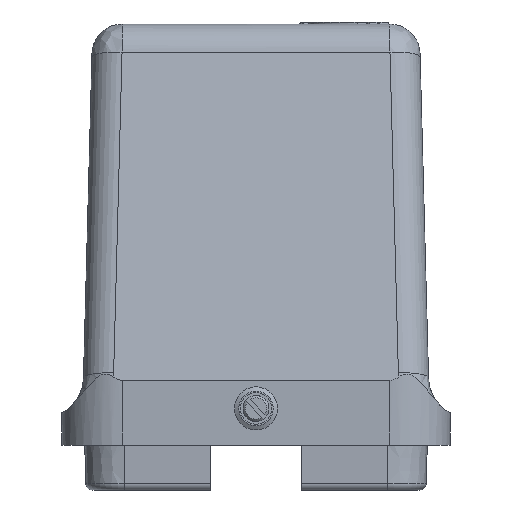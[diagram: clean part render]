
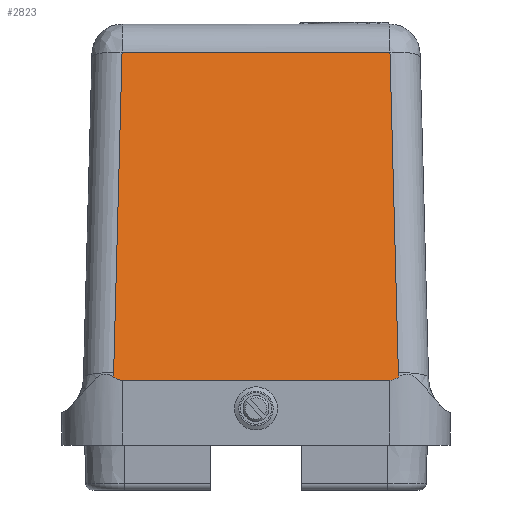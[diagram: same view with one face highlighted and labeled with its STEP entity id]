
A CAD part, left-side view. The second image highlights one B-rep face of the part: STEP entity #2823.
In plain terms, the highlighted planar face has unit normal (-0.982, 0, 0.191).
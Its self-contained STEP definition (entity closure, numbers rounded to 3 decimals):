
#2748=CARTESIAN_POINT('',(-49.944,-45.1,88.7));
#2749=DIRECTION('',(0.982,0.0,-0.191));
#2750=DIRECTION('',(-0.191,0.0,-0.982));
#2751=AXIS2_PLACEMENT_3D('',#2748,#2749,#2750);
#2752=PLANE('',#2751);
#2753=CARTESIAN_POINT('',(-66.0,-31.0,6.1));
#2754=VERTEX_POINT('',#2753);
#2755=CARTESIAN_POINT('',(-65.848,-33.058,6.883));
#2756=VERTEX_POINT('',#2755);
#2757=CARTESIAN_POINT('',(-52.0,-31.,78.124));
#2758=DIRECTION('',(-0.982,0.,0.191));
#2759=DIRECTION('',(-0.191,0.,-0.982));
#2760=AXIS2_PLACEMENT_3D('',#2757,#2758,#2759);
#2761=ELLIPSE('',#2760,73.372,14.);
#2762=EDGE_CURVE('',#2754,#2756,#2761,.T.);
#2763=ORIENTED_EDGE('',*,*,#2762,.T.);
#2764=CARTESIAN_POINT('',(-65.656,-33.002,7.872));
#2765=VERTEX_POINT('',#2764);
#2766=CARTESIAN_POINT('',(-65.572,-49.497,8.304));
#2767=DIRECTION('',(0.982,0.0,-0.191));
#2768=DIRECTION('',(-0.191,0.0,-0.982));
#2769=AXIS2_PLACEMENT_3D('',#2766,#2767,#2768);
#2770=ELLIPSE('',#2769,16.809,16.5);
#2771=EDGE_CURVE('',#2756,#2765,#2770,.T.);
#2772=ORIENTED_EDGE('',*,*,#2771,.T.);
#2773=CARTESIAN_POINT('',(-51.203,-31.055,82.226));
#2774=VERTEX_POINT('',#2773);
#2775=CARTESIAN_POINT('',(-65.656,-33.002,7.872));
#2776=DIRECTION('',(0.191,0.026,0.981));
#2777=VECTOR('',#2776,75.771);
#2778=LINE('',#2775,#2777);
#2779=EDGE_CURVE('',#2765,#2774,#2778,.T.);
#2780=ORIENTED_EDGE('',*,*,#2779,.T.);
#2781=CARTESIAN_POINT('',(-51.203,31.055,82.226));
#2782=VERTEX_POINT('',#2781);
#2783=CARTESIAN_POINT('',(-51.203,-31.055,82.226));
#2784=DIRECTION('',(0.0,1.0,0.0));
#2785=VECTOR('',#2784,62.111);
#2786=LINE('',#2783,#2785);
#2787=EDGE_CURVE('',#2774,#2782,#2786,.T.);
#2788=ORIENTED_EDGE('',*,*,#2787,.T.);
#2789=CARTESIAN_POINT('',(-65.656,33.002,7.872));
#2790=VERTEX_POINT('',#2789);
#2791=CARTESIAN_POINT('',(-51.203,31.055,82.226));
#2792=DIRECTION('',(-0.191,0.026,-0.981));
#2793=VECTOR('',#2792,75.771);
#2794=LINE('',#2791,#2793);
#2795=EDGE_CURVE('',#2782,#2790,#2794,.T.);
#2796=ORIENTED_EDGE('',*,*,#2795,.T.);
#2797=CARTESIAN_POINT('',(-65.848,33.058,6.883));
#2798=VERTEX_POINT('',#2797);
#2799=CARTESIAN_POINT('',(-65.572,49.497,8.304));
#2800=DIRECTION('',(0.982,0.0,-0.191));
#2801=DIRECTION('',(-0.191,0.0,-0.982));
#2802=AXIS2_PLACEMENT_3D('',#2799,#2800,#2801);
#2803=ELLIPSE('',#2802,16.809,16.5);
#2804=EDGE_CURVE('',#2790,#2798,#2803,.T.);
#2805=ORIENTED_EDGE('',*,*,#2804,.T.);
#2806=CARTESIAN_POINT('',(-66.0,31.0,6.1));
#2807=VERTEX_POINT('',#2806);
#2808=CARTESIAN_POINT('',(-52.0,31.,78.124));
#2809=DIRECTION('',(-0.982,0.0,0.191));
#2810=DIRECTION('',(-0.191,0.,-0.982));
#2811=AXIS2_PLACEMENT_3D('',#2808,#2809,#2810);
#2812=ELLIPSE('',#2811,73.372,14.);
#2813=EDGE_CURVE('',#2798,#2807,#2812,.T.);
#2814=ORIENTED_EDGE('',*,*,#2813,.T.);
#2815=CARTESIAN_POINT('',(-66.0,-31.0,6.1));
#2816=DIRECTION('',(0.0,1.0,0.0));
#2817=VECTOR('',#2816,62.0);
#2818=LINE('',#2815,#2817);
#2819=EDGE_CURVE('',#2754,#2807,#2818,.T.);
#2820=ORIENTED_EDGE('',*,*,#2819,.F.);
#2821=EDGE_LOOP('',(#2763,#2772,#2780,#2788,#2796,#2805,#2814,#2820));
#2822=FACE_OUTER_BOUND('',#2821,.T.);
#2823=ADVANCED_FACE('',(#2822),#2752,.F.);
